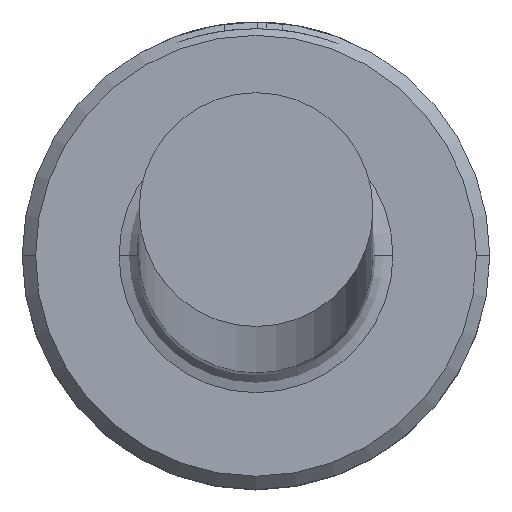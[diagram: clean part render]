
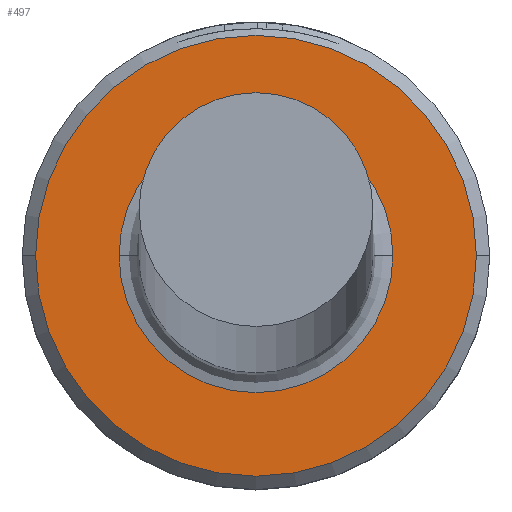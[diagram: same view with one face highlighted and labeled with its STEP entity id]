
A CAD part, top view. The second image highlights one B-rep face of the part: STEP entity #497.
In plain terms, the highlighted planar face has unit normal (0, 0, 1).
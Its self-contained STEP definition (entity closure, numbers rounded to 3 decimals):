
#30 = CIRCLE ( 'NONE', #35, 2.05 ) ;
#35 = AXIS2_PLACEMENT_3D ( 'NONE', #245, #869, #338 ) ;
#73 = DIRECTION ( 'NONE',  ( -1., 0., 0. ) ) ;
#80 = DIRECTION ( 'NONE',  ( 1., 0., 0. ) ) ;
#144 = EDGE_CURVE ( 'NONE', #684, #655, #30, .T. ) ;
#153 = EDGE_LOOP ( 'NONE', ( #332, #229 ) ) ;
#181 = CARTESIAN_POINT ( 'NONE',  ( 0., 0., 4. ) ) ;
#229 = ORIENTED_EDGE ( 'NONE', *, *, #831, .T. ) ;
#245 = CARTESIAN_POINT ( 'NONE',  ( 0., 0., 4. ) ) ;
#258 = FACE_OUTER_BOUND ( 'NONE', #153, .T. ) ;
#277 = PLANE ( 'NONE',  #1076 ) ;
#286 = CIRCLE ( 'NONE', #1058, 3.3 ) ;
#290 = VERTEX_POINT ( 'NONE', #912 ) ;
#332 = ORIENTED_EDGE ( 'NONE', *, *, #1007, .T. ) ;
#338 = DIRECTION ( 'NONE',  ( -1., 0., 0. ) ) ;
#350 = AXIS2_PLACEMENT_3D ( 'NONE', #1047, #530, #1122 ) ;
#433 = EDGE_CURVE ( 'NONE', #655, #684, #515, .T. ) ;
#469 = DIRECTION ( 'NONE',  ( 1., 0., 0. ) ) ;
#497 = ADVANCED_FACE ( 'NONE', ( #258, #733 ), #277, .T. ) ;
#501 = AXIS2_PLACEMENT_3D ( 'NONE', #1140, #627, #73 ) ;
#515 = CIRCLE ( 'NONE', #501, 2.05 ) ;
#530 = DIRECTION ( 'NONE',  ( 0., 0., 1. ) ) ;
#533 = ORIENTED_EDGE ( 'NONE', *, *, #144, .T. ) ;
#561 = VERTEX_POINT ( 'NONE', #1082 ) ;
#613 = ORIENTED_EDGE ( 'NONE', *, *, #433, .T. ) ;
#627 = DIRECTION ( 'NONE',  ( 0., 0., -1. ) ) ;
#634 = DIRECTION ( 'NONE',  ( 0., 0., 1. ) ) ;
#655 = VERTEX_POINT ( 'NONE', #1084 ) ;
#684 = VERTEX_POINT ( 'NONE', #921 ) ;
#733 = FACE_BOUND ( 'NONE', #978, .T. ) ;
#831 = EDGE_CURVE ( 'NONE', #561, #290, #1123, .T. ) ;
#869 = DIRECTION ( 'NONE',  ( 0., 0., -1. ) ) ;
#912 = CARTESIAN_POINT ( 'NONE',  ( -3.3, 0., 4. ) ) ;
#921 = CARTESIAN_POINT ( 'NONE',  ( -2.05, 0., 4. ) ) ;
#978 = EDGE_LOOP ( 'NONE', ( #533, #613 ) ) ;
#991 = DIRECTION ( 'NONE',  ( 0., 0., 1. ) ) ;
#1007 = EDGE_CURVE ( 'NONE', #290, #561, #286, .T. ) ;
#1047 = CARTESIAN_POINT ( 'NONE',  ( 0., 0., 4. ) ) ;
#1058 = AXIS2_PLACEMENT_3D ( 'NONE', #1146, #634, #80 ) ;
#1076 = AXIS2_PLACEMENT_3D ( 'NONE', #181, #991, #469 ) ;
#1082 = CARTESIAN_POINT ( 'NONE',  ( 3.3, 0., 4. ) ) ;
#1084 = CARTESIAN_POINT ( 'NONE',  ( 2.05, 0., 4. ) ) ;
#1122 = DIRECTION ( 'NONE',  ( 1., 0., 0. ) ) ;
#1123 = CIRCLE ( 'NONE', #350, 3.3 ) ;
#1140 = CARTESIAN_POINT ( 'NONE',  ( 0., 0., 4. ) ) ;
#1146 = CARTESIAN_POINT ( 'NONE',  ( 0., 0., 4. ) ) ;
